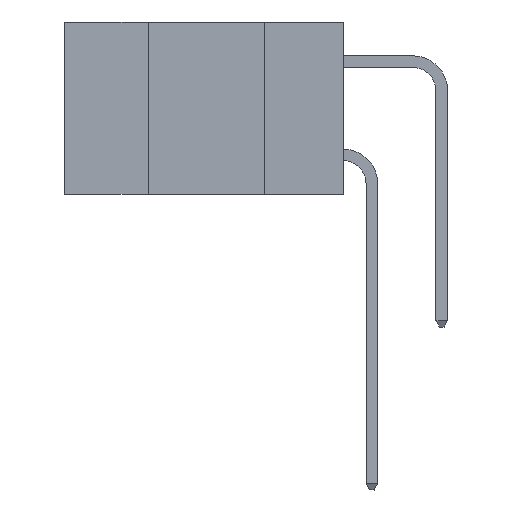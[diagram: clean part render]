
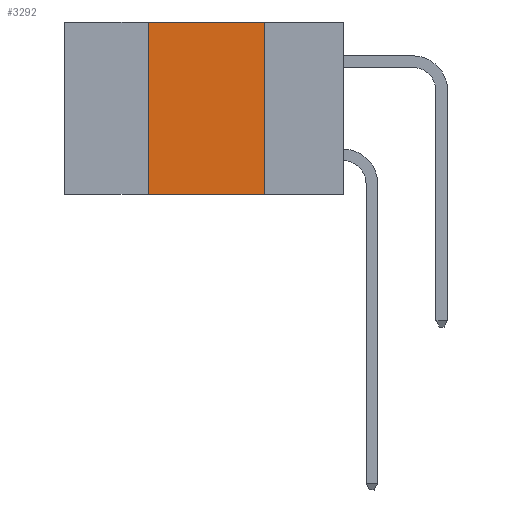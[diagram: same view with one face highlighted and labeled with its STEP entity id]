
A CAD part, left-side view. The second image highlights one B-rep face of the part: STEP entity #3292.
In plain terms, the highlighted planar face has unit normal (-1, 0, 0).
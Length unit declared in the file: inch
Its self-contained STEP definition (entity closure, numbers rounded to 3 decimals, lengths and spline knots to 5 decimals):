
#727 = CARTESIAN_POINT ( 'NONE',  ( 0., 0.42, -0.37 ) ) ;
#1257 = EDGE_LOOP ( 'NONE', ( #14151, #9118, #1807, #6549 ) ) ;
#1774 = DIRECTION ( 'NONE',  ( 1., 0., 0. ) ) ;
#1807 = ORIENTED_EDGE ( 'NONE', *, *, #27070, .F. ) ;
#3292 = ADVANCED_FACE ( 'NONE', ( #21122 ), #19843, .F. ) ;
#4460 = DIRECTION ( 'NONE',  ( 0., 0., -1. ) ) ;
#4803 = LINE ( 'NONE', #8662, #31196 ) ;
#5647 = AXIS2_PLACEMENT_3D ( 'NONE', #27602, #1774, #4460 ) ;
#5787 = CARTESIAN_POINT ( 'NONE',  ( 0., 0.17, 0. ) ) ;
#6549 = ORIENTED_EDGE ( 'NONE', *, *, #14658, .T. ) ;
#6555 = VECTOR ( 'NONE', #9860, 39.37008 ) ;
#8662 = CARTESIAN_POINT ( 'NONE',  ( 0., 0.17, 0. ) ) ;
#9118 = ORIENTED_EDGE ( 'NONE', *, *, #30537, .F. ) ;
#9750 = CARTESIAN_POINT ( 'NONE',  ( 0., 0.6, -0.37 ) ) ;
#9860 = DIRECTION ( 'NONE',  ( 0., -1., 0. ) ) ;
#11862 = VERTEX_POINT ( 'NONE', #5787 ) ;
#14151 = ORIENTED_EDGE ( 'NONE', *, *, #25819, .F. ) ;
#14610 = VECTOR ( 'NONE', #31352, 39.37008 ) ;
#14658 = EDGE_CURVE ( 'NONE', #24478, #28519, #28568, .T. ) ;
#15396 = LINE ( 'NONE', #20826, #14610 ) ;
#19843 = PLANE ( 'NONE',  #5647 ) ;
#20826 = CARTESIAN_POINT ( 'NONE',  ( 0., 0.6, 0. ) ) ;
#21122 = FACE_OUTER_BOUND ( 'NONE', #1257, .T. ) ;
#21594 = DIRECTION ( 'NONE',  ( 0., 0., -1. ) ) ;
#21598 = VECTOR ( 'NONE', #23278, 39.37008 ) ;
#22746 = CARTESIAN_POINT ( 'NONE',  ( 0., 0.17, -0.37 ) ) ;
#23278 = DIRECTION ( 'NONE',  ( 0., 0., 1. ) ) ;
#23351 = CARTESIAN_POINT ( 'NONE',  ( 0., 0.42, 0. ) ) ;
#24478 = VERTEX_POINT ( 'NONE', #727 ) ;
#25819 = EDGE_CURVE ( 'NONE', #11862, #28519, #4803, .T. ) ;
#26412 = LINE ( 'NONE', #30786, #21598 ) ;
#27070 = EDGE_CURVE ( 'NONE', #24478, #31179, #26412, .T. ) ;
#27602 = CARTESIAN_POINT ( 'NONE',  ( 0., 0.6, 0. ) ) ;
#28519 = VERTEX_POINT ( 'NONE', #22746 ) ;
#28568 = LINE ( 'NONE', #9750, #6555 ) ;
#30537 = EDGE_CURVE ( 'NONE', #31179, #11862, #15396, .T. ) ;
#30786 = CARTESIAN_POINT ( 'NONE',  ( 0., 0.42, 0. ) ) ;
#31179 = VERTEX_POINT ( 'NONE', #23351 ) ;
#31196 = VECTOR ( 'NONE', #21594, 39.37008 ) ;
#31352 = DIRECTION ( 'NONE',  ( 0., -1., 0. ) ) ;
